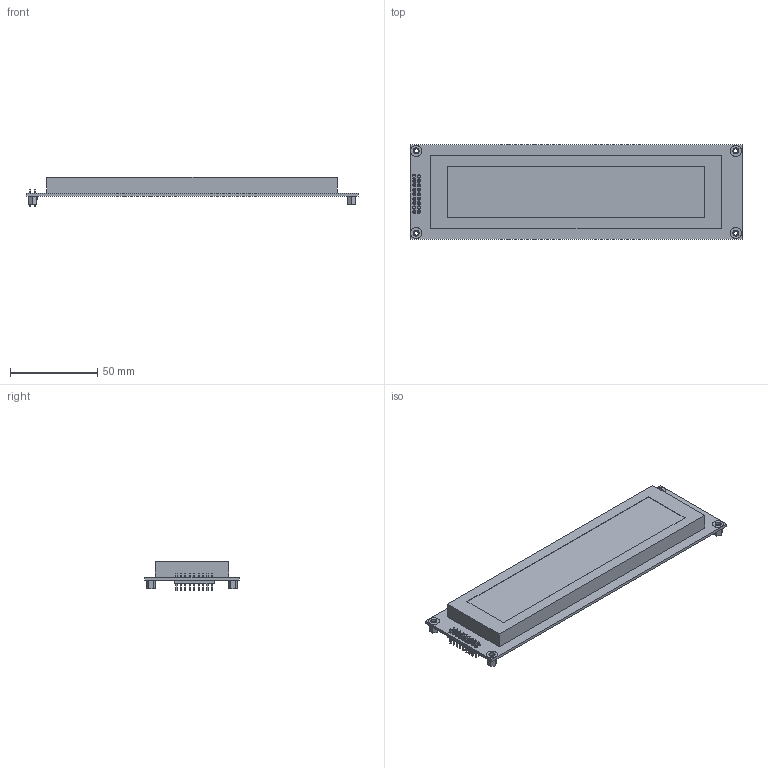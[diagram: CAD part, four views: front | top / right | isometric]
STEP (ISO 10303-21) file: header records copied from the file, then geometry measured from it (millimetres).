
FILE_DESCRIPTION(/* description */ ('STEP AP242','CAx-IF Rec.Pracs.---Representation and Presentation of Product Manufacturing Information (PMI)---4.0---2014-10-13','CAx-IF Rec.Pracs.---3D Tessellated Geometry---0.4---2014-09-14','2;1'),/* implementation_level */ '2;1');
FILE_NAME(/* name */ '665bbced1b2bb65dfef08af9',/* time_stamp */ '2024-06-02T00:29:34Z',/* author */ (''),/* organization */ (''),/* preprocessor_version */ 'ST-DEVELOPER v20',/* originating_system */ ' ',/* authorisation */ ' ');
FILE_SCHEMA (('AP242_MANAGED_MODEL_BASED_3D_ENGINEERING_MIM_LF { 1 0 10303 442 1 1 4 }'));
Length unit declared in the file: metre
Products named in the file (1): NHD-0440WH-ATMI-JT#
Bounding box: 190 x 54 x 16.6 mm (x, y, z)
Volume: 78530 mm3; surface area: 26031.7 mm2
Topology: 1 solids, 1 shells, 288 faces, 651 edges, 434 vertices
Faces by surface type: plane 259, cylinder 29
Full cylindrical faces by diameter (mm): 1.8 x17, 2.45 x4, 3.5 x4, 6.5 x4
Entity records: 8230 total; most frequent: CARTESIAN_POINT 1345, DIRECTION 1258, ORIENTED_EDGE 1244, EDGE_CURVE 622, LINE 564, VECTOR 564, VERTEX_POINT 434, EDGE_LOOP 394
